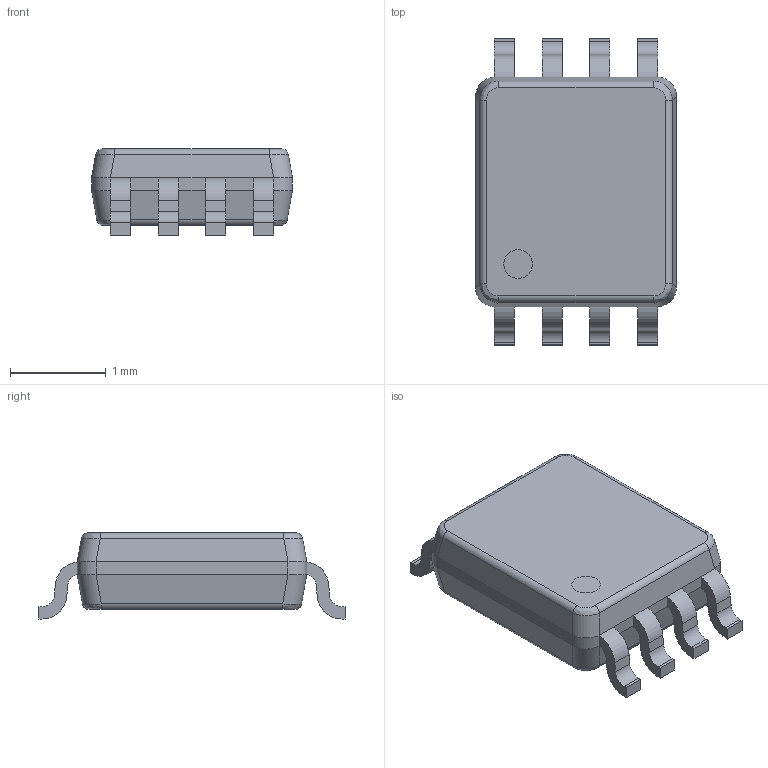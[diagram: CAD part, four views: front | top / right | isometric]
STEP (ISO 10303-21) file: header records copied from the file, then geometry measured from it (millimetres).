
FILE_DESCRIPTION(('STEP AP214'), '1');
FILE_NAME('TI_DCU_R-PDSO-G8', '2018-02-01T18:08:34', ('Nobody'), (''), 'ASCON STEP Converter 1.3', 'ASCON Math Kernel', '');
FILE_SCHEMA(('AUTOMOTIVE_DESIGN { 1 0 10303 214 3 1 1}'));
Length unit declared in the file: millimetre
Bounding box: 2.1 x 3.2 x 0.9 mm (x, y, z)
Volume: 4 mm3; surface area: 20.4 mm2
Topology: 9 solids, 9 shells, 155 faces, 425 edges, 297 vertices
Faces by surface type: plane 95, cylinder 52, bspline 8
Entity records: 6329 total; most frequent: CARTESIAN_POINT 1052, DIRECTION 794, ORIENTED_EDGE 786, EDGE_CURVE 393, LINE 304, VECTOR 304, VERTEX_POINT 257, AXIS2_PLACEMENT_3D 245
